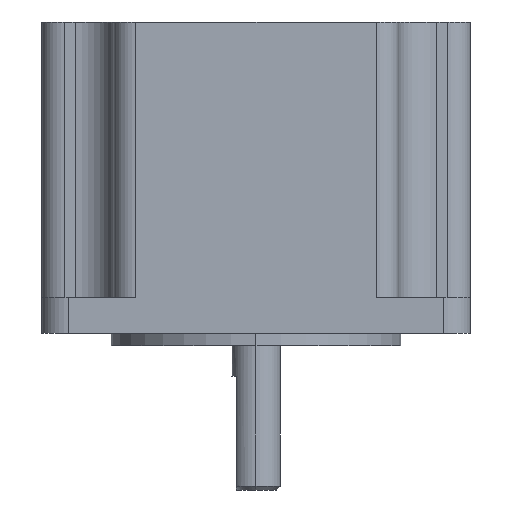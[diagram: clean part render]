
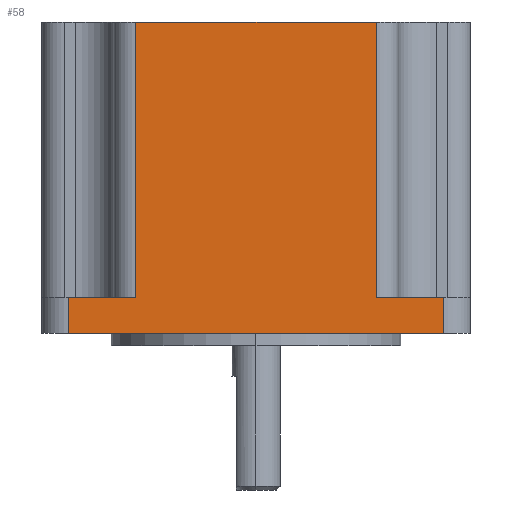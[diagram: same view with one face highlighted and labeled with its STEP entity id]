
A CAD part, left-side view. The second image highlights one B-rep face of the part: STEP entity #58.
In plain terms, the highlighted planar face has unit normal (-1, 0, 0).
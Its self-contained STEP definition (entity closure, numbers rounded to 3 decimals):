
#58 = ADVANCED_FACE ( 'NONE', ( #919 ), #690, .F. ) ;
#93 = EDGE_CURVE ( 'NONE', #430, #406, #947, .T. ) ;
#105 = EDGE_CURVE ( 'NONE', #404, #407, #957, .T. ) ;
#116 = EDGE_CURVE ( 'NONE', #416, #417, #955, .T. ) ;
#129 = EDGE_CURVE ( 'NONE', #431, #417, #973, .T. ) ;
#140 = EDGE_CURVE ( 'NONE', #431, #430, #982, .T. ) ;
#143 = EDGE_CURVE ( 'NONE', #416, #405, #985, .T. ) ;
#187 = EDGE_CURVE ( 'NONE', #405, #404, #1016, .T. ) ;
#192 = EDGE_CURVE ( 'NONE', #406, #407, #1018, .T. ) ;
#325 = EDGE_LOOP ( 'NONE', ( #1746, #1747, #1748, #1737, #1741, #1740, #1752, #1749 ) ) ;
#404 = VERTEX_POINT ( 'NONE', #1379 ) ;
#405 = VERTEX_POINT ( 'NONE', #1380 ) ;
#406 = VERTEX_POINT ( 'NONE', #1381 ) ;
#407 = VERTEX_POINT ( 'NONE', #1382 ) ;
#416 = VERTEX_POINT ( 'NONE', #1391 ) ;
#417 = VERTEX_POINT ( 'NONE', #1392 ) ;
#430 = VERTEX_POINT ( 'NONE', #1405 ) ;
#431 = VERTEX_POINT ( 'NONE', #1406 ) ;
#690 = PLANE ( 'NONE',  #1553 ) ;
#691 = CARTESIAN_POINT ( 'NONE',  ( -28.2, 28.2, 4.8 ) ) ;
#692 = DIRECTION ( 'NONE',  ( 1., 0., 0. ) ) ;
#693 = DIRECTION ( 'NONE',  ( 0., 1., 0. ) ) ;
#919 = FACE_OUTER_BOUND ( 'NONE', #325, .T. ) ;
#947 = LINE ( 'NONE', #1069, #1486 ) ;
#955 = LINE ( 'NONE', #1124, #1603 ) ;
#957 = LINE ( 'NONE', #1097, #1590 ) ;
#973 = LINE ( 'NONE', #1152, #1622 ) ;
#982 = LINE ( 'NONE', #1182, #1540 ) ;
#985 = LINE ( 'NONE', #1188, #1537 ) ;
#1016 = LINE ( 'NONE', #1297, #1710 ) ;
#1018 = LINE ( 'NONE', #1310, #1719 ) ;
#1069 = CARTESIAN_POINT ( 'NONE',  ( -28.2, -15.8, 41. ) ) ;
#1070 = DIRECTION ( 'NONE',  ( 0., 0., -1. ) ) ;
#1097 = CARTESIAN_POINT ( 'NONE',  ( -28.2, -24.7, 4.8 ) ) ;
#1098 = DIRECTION ( 'NONE',  ( 0., 0., 1. ) ) ;
#1124 = CARTESIAN_POINT ( 'NONE',  ( -28.2, 28.2, 4.8 ) ) ;
#1125 = DIRECTION ( 'NONE',  ( 0., -1., 0. ) ) ;
#1152 = CARTESIAN_POINT ( 'NONE',  ( -28.2, 15.8, 41. ) ) ;
#1153 = DIRECTION ( 'NONE',  ( 0., 0., -1. ) ) ;
#1182 = CARTESIAN_POINT ( 'NONE',  ( -28.2, 15.8, 41. ) ) ;
#1183 = DIRECTION ( 'NONE',  ( 0., -1., 0. ) ) ;
#1188 = CARTESIAN_POINT ( 'NONE',  ( -28.2, 24.7, 4.8 ) ) ;
#1189 = DIRECTION ( 'NONE',  ( 0., 0., -1. ) ) ;
#1297 = CARTESIAN_POINT ( 'NONE',  ( -28.2, 28.2, 0. ) ) ;
#1298 = DIRECTION ( 'NONE',  ( 0., -1., 0. ) ) ;
#1310 = CARTESIAN_POINT ( 'NONE',  ( -28.2, 28.2, 4.8 ) ) ;
#1311 = DIRECTION ( 'NONE',  ( 0., -1., 0. ) ) ;
#1379 = CARTESIAN_POINT ( 'NONE',  ( -28.2, -24.7, 0. ) ) ;
#1380 = CARTESIAN_POINT ( 'NONE',  ( -28.2, 24.7, 0. ) ) ;
#1381 = CARTESIAN_POINT ( 'NONE',  ( -28.2, -15.8, 4.8 ) ) ;
#1382 = CARTESIAN_POINT ( 'NONE',  ( -28.2, -24.7, 4.8 ) ) ;
#1391 = CARTESIAN_POINT ( 'NONE',  ( -28.2, 24.7, 4.8 ) ) ;
#1392 = CARTESIAN_POINT ( 'NONE',  ( -28.2, 15.8, 4.8 ) ) ;
#1405 = CARTESIAN_POINT ( 'NONE',  ( -28.2, -15.8, 41. ) ) ;
#1406 = CARTESIAN_POINT ( 'NONE',  ( -28.2, 15.8, 41. ) ) ;
#1486 = VECTOR ( 'NONE', #1070, 1000. ) ;
#1537 = VECTOR ( 'NONE', #1189, 1000. ) ;
#1540 = VECTOR ( 'NONE', #1183, 1000. ) ;
#1553 = AXIS2_PLACEMENT_3D ( 'NONE', #691, #692, #693 ) ;
#1590 = VECTOR ( 'NONE', #1098, 1000. ) ;
#1603 = VECTOR ( 'NONE', #1125, 1000. ) ;
#1622 = VECTOR ( 'NONE', #1153, 1000. ) ;
#1710 = VECTOR ( 'NONE', #1298, 1000. ) ;
#1719 = VECTOR ( 'NONE', #1311, 1000. ) ;
#1737 = ORIENTED_EDGE ( 'NONE', *, *, #93, .F. ) ;
#1740 = ORIENTED_EDGE ( 'NONE', *, *, #129, .T. ) ;
#1741 = ORIENTED_EDGE ( 'NONE', *, *, #140, .F. ) ;
#1746 = ORIENTED_EDGE ( 'NONE', *, *, #187, .T. ) ;
#1747 = ORIENTED_EDGE ( 'NONE', *, *, #105, .T. ) ;
#1748 = ORIENTED_EDGE ( 'NONE', *, *, #192, .F. ) ;
#1749 = ORIENTED_EDGE ( 'NONE', *, *, #143, .T. ) ;
#1752 = ORIENTED_EDGE ( 'NONE', *, *, #116, .F. ) ;
